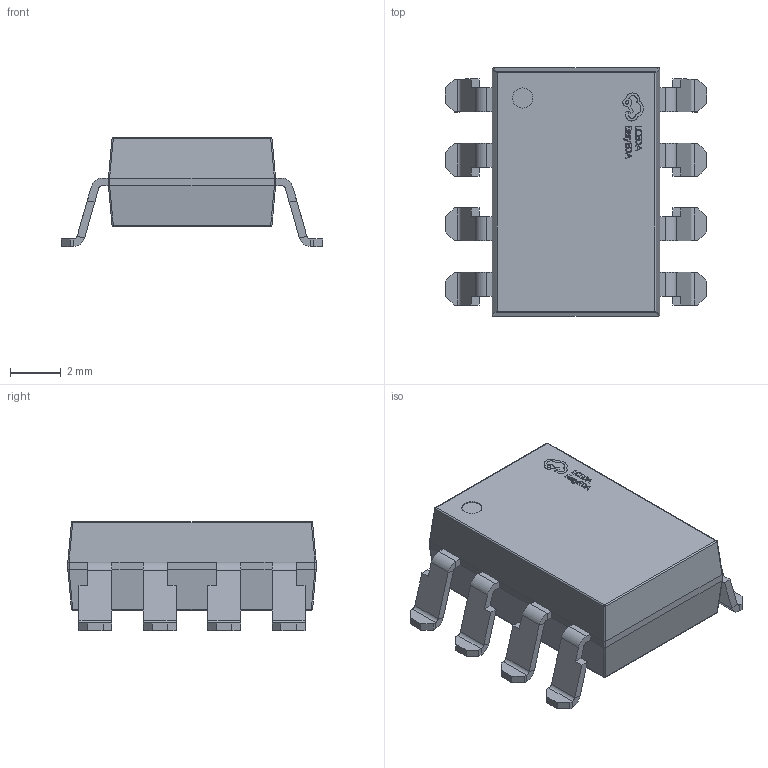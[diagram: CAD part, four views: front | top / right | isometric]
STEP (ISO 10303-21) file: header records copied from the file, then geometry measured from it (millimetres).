
FILE_DESCRIPTION (( 'STEP AP214' ), '1' );
FILE_NAME ('SOP-8_L9.8-W6.6-H4.3-LS10.2-P2.54.step', '2022-07-26T10:23:44', ( '' ), ( '' ), 'SwSTEP 2.0', 'SolidWorks 2020', '' );
FILE_SCHEMA (( 'AUTOMOTIVE_DESIGN' ));
Length unit declared in the file: millimetre
Products named in the file (1): SOP-8_L9.8-W6.6-H4.3-LS10.2-P2.54
Bounding box: 10.3 x 9.8 x 4.3 mm (x, y, z)
Volume: 228.3 mm3; surface area: 315.4 mm2
Topology: 14 solids, 14 shells, 527 faces, 1321 edges, 830 vertices
Faces by surface type: plane 353, bspline 112, cylinder 54, sphere 8
Entity records: 21948 total; most frequent: CARTESIAN_POINT 4807, ORIENTED_EDGE 2642, DIRECTION 2009, EDGE_CURVE 1321, LINE 993, VECTOR 993, VERTEX_POINT 830, EDGE_LOOP 547
